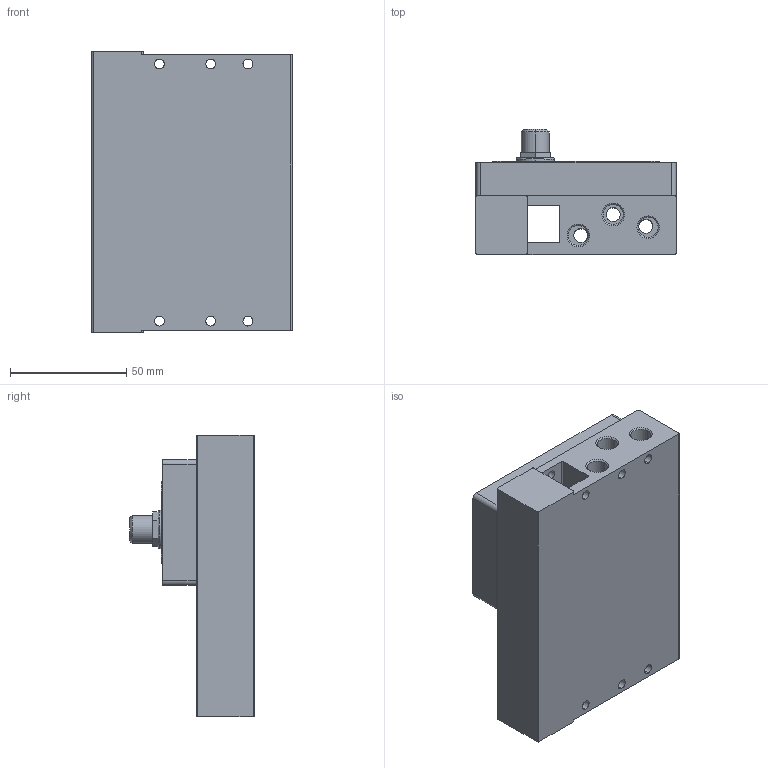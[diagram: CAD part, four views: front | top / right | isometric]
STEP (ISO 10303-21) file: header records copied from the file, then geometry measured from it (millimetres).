
FILE_DESCRIPTION (( 'STEP AP203' ), '1' );
FILE_NAME ('ES1V-4FLK16.STEP', '2022-07-26T14:21:11', ( '' ), ( '' ), 'SwSTEP 2.0', 'SolidWorks 2022', '' );
FILE_SCHEMA (( 'CONFIG_CONTROL_DESIGN' ));
Length unit declared in the file: millimetre
Products named in the file (1): ES1V-4FLK16
Bounding box: 86 x 53.6 x 121 mm (x, y, z)
Volume: 285892 mm3; surface area: 51178.7 mm2
Topology: 1 solids, 1 shells, 199 faces, 484 edges, 314 vertices
Faces by surface type: cylinder 96, plane 59, cone 32, bspline 12
Entity records: 6189 total; most frequent: CARTESIAN_POINT 1214, DIRECTION 1110, ORIENTED_EDGE 968, EDGE_CURVE 484, AXIS2_PLACEMENT_3D 450, VERTEX_POINT 314, CIRCLE 262, EDGE_LOOP 250
